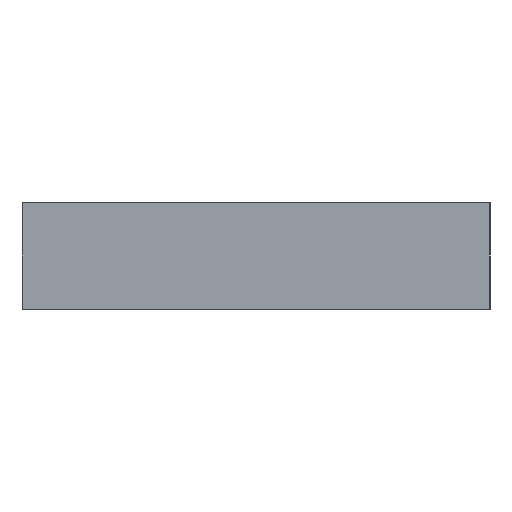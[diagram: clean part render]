
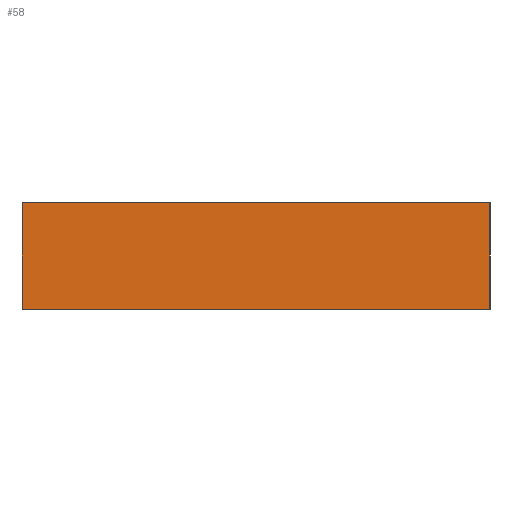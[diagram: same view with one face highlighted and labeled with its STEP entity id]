
A CAD part, left-side view. The second image highlights one B-rep face of the part: STEP entity #58.
In plain terms, the highlighted planar face has unit normal (-1, 0, 0).
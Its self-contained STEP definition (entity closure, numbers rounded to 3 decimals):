
#48=PLANE('',#261);
#58=ADVANCED_FACE('',(#74),#48,.T.);
#74=FACE_OUTER_BOUND('',#82,.T.);
#82=EDGE_LOOP('',(#150,#151,#152,#153));
#106=LINE('',#356,#126);
#107=LINE('',#359,#127);
#108=LINE('',#361,#128);
#109=LINE('',#363,#129);
#126=VECTOR('',#293,1.);
#127=VECTOR('',#294,1.);
#128=VECTOR('',#295,1.);
#129=VECTOR('',#296,1.);
#150=ORIENTED_EDGE('',*,*,#226,.F.);
#151=ORIENTED_EDGE('',*,*,#227,.F.);
#152=ORIENTED_EDGE('',*,*,#228,.T.);
#153=ORIENTED_EDGE('',*,*,#229,.T.);
#206=VERTEX_POINT('',#357);
#207=VERTEX_POINT('',#358);
#208=VERTEX_POINT('',#360);
#209=VERTEX_POINT('',#362);
#226=EDGE_CURVE('',#206,#207,#106,.T.);
#227=EDGE_CURVE('',#208,#206,#107,.T.);
#228=EDGE_CURVE('',#208,#209,#108,.T.);
#229=EDGE_CURVE('',#209,#207,#109,.T.);
#261=AXIS2_PLACEMENT_3D('',#364,#297,#298);
#293=DIRECTION('',(0.,1.,0.));
#294=DIRECTION('',(0.,0.,-1.));
#295=DIRECTION('',(0.,1.,0.));
#296=DIRECTION('',(0.,0.,-1.));
#297=DIRECTION('',(-1.,0.,0.));
#298=DIRECTION('',(0.,0.,1.));
#356=CARTESIAN_POINT('',(-23.013,-12.465,0.));
#357=CARTESIAN_POINT('',(-23.013,-12.465,0.));
#358=CARTESIAN_POINT('',(-23.013,9.589,0.));
#359=CARTESIAN_POINT('',(-23.013,-12.465,5.));
#360=CARTESIAN_POINT('',(-23.013,-12.465,5.));
#361=CARTESIAN_POINT('',(-23.013,-12.465,5.));
#362=CARTESIAN_POINT('',(-23.013,9.589,5.));
#363=CARTESIAN_POINT('',(-23.013,9.589,5.));
#364=CARTESIAN_POINT('',(-23.013,-12.465,5.));
